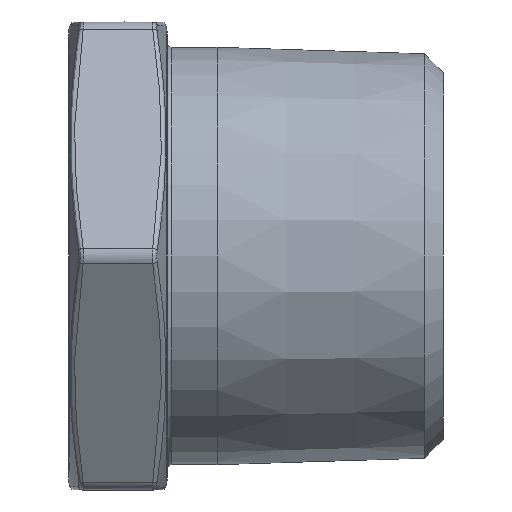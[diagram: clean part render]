
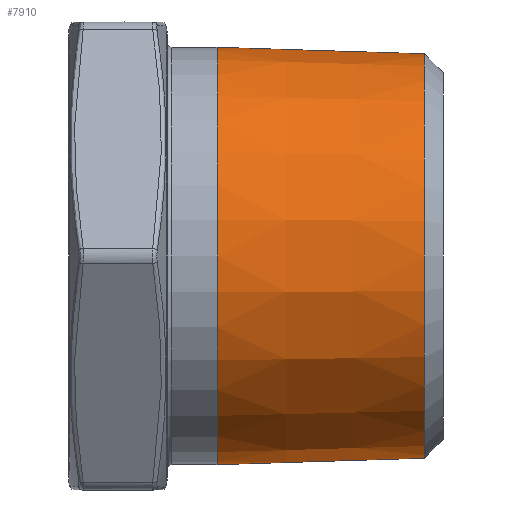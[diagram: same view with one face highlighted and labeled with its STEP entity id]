
A CAD part, front view. The second image highlights one B-rep face of the part: STEP entity #7910.
In plain terms, the highlighted conical face has half-angle 1.79 degrees and reference radius 13.22 mm.
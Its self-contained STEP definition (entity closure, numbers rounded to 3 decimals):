
#32 = DIRECTION ( 'NONE',  ( 0., 0., 1. ) ) ;
#238 = ORIENTED_EDGE ( 'NONE', *, *, #12418, .T. ) ;
#301 = CIRCLE ( 'NONE', #7542, 13.377 ) ;
#1833 = ORIENTED_EDGE ( 'NONE', *, *, #11944, .F. ) ;
#2592 = FACE_OUTER_BOUND ( 'NONE', #11717, .T. ) ;
#3539 = CONICAL_SURFACE ( 'NONE', #4802, 13.22, 0.031 ) ;
#3967 = EDGE_LOOP ( 'NONE', ( #238 ) ) ;
#4258 = DIRECTION ( 'NONE',  ( 0., 0., 1. ) ) ;
#4623 = VERTEX_POINT ( 'NONE', #15455 ) ;
#4802 = AXIS2_PLACEMENT_3D ( 'NONE', #12173, #7377, #32 ) ;
#5601 = DIRECTION ( 'NONE',  ( -1., 0., 0. ) ) ;
#5876 = DIRECTION ( 'NONE',  ( -1., 0., 0. ) ) ;
#6320 = CARTESIAN_POINT ( 'NONE',  ( 22.801, 0., 0. ) ) ;
#7377 = DIRECTION ( 'NONE',  ( -1., 0., 0. ) ) ;
#7542 = AXIS2_PLACEMENT_3D ( 'NONE', #12507, #5601, #4258 ) ;
#7910 = ADVANCED_FACE ( 'NONE', ( #8629, #2592 ), #3539, .T. ) ;
#8138 = VERTEX_POINT ( 'NONE', #14131 ) ;
#8307 = CIRCLE ( 'NONE', #13335, 12.961 ) ;
#8629 = FACE_BOUND ( 'NONE', #3967, .T. ) ;
#8735 = DIRECTION ( 'NONE',  ( 0., 0., 1. ) ) ;
#11717 = EDGE_LOOP ( 'NONE', ( #1833 ) ) ;
#11944 = EDGE_CURVE ( 'NONE', #8138, #8138, #301, .T. ) ;
#12173 = CARTESIAN_POINT ( 'NONE',  ( 14.5, 0., 0. ) ) ;
#12418 = EDGE_CURVE ( 'NONE', #4623, #4623, #8307, .T. ) ;
#12507 = CARTESIAN_POINT ( 'NONE',  ( 9.5, 0., 0. ) ) ;
#13335 = AXIS2_PLACEMENT_3D ( 'NONE', #6320, #5876, #8735 ) ;
#14131 = CARTESIAN_POINT ( 'NONE',  ( 9.5, 0., 13.377 ) ) ;
#15455 = CARTESIAN_POINT ( 'NONE',  ( 22.801, 0., 12.961 ) ) ;
